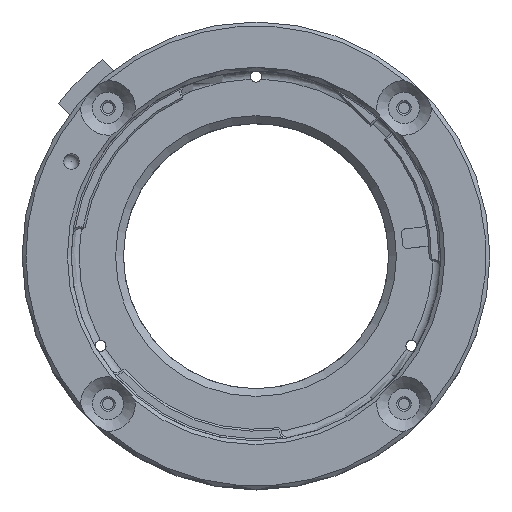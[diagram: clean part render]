
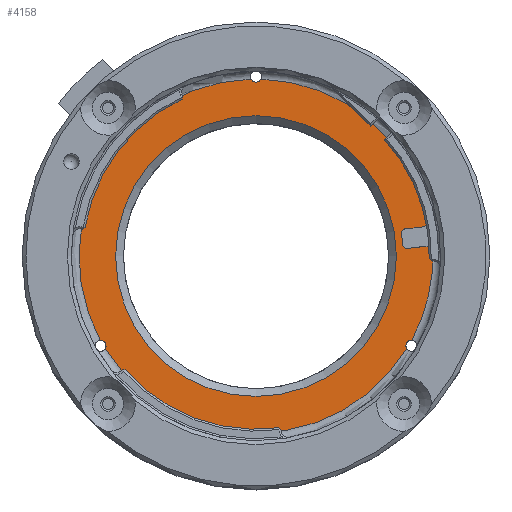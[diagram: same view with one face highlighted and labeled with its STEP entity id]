
A CAD part, top view. The second image highlights one B-rep face of the part: STEP entity #4158.
In plain terms, the highlighted planar face has unit normal (0, 0, 1).
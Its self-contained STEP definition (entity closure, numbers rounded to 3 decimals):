
#493=LINE('',#8172,#747);
#497=LINE('',#8181,#751);
#502=LINE('',#8192,#756);
#747=VECTOR('',#6669,1000.);
#751=VECTOR('',#6675,1000.);
#756=VECTOR('',#6682,1000.);
#1890=ORIENTED_EDGE('',*,*,#2496,.T.);
#1891=ORIENTED_EDGE('',*,*,#2428,.T.);
#1892=ORIENTED_EDGE('',*,*,#2433,.T.);
#1893=ORIENTED_EDGE('',*,*,#2447,.T.);
#1894=ORIENTED_EDGE('',*,*,#2491,.F.);
#1895=ORIENTED_EDGE('',*,*,#2484,.T.);
#1896=ORIENTED_EDGE('',*,*,#2493,.T.);
#1897=ORIENTED_EDGE('',*,*,#2479,.T.);
#1898=ORIENTED_EDGE('',*,*,#2492,.F.);
#1899=ORIENTED_EDGE('',*,*,#2475,.F.);
#1900=ORIENTED_EDGE('',*,*,#2490,.F.);
#1901=ORIENTED_EDGE('',*,*,#2449,.T.);
#1902=ORIENTED_EDGE('',*,*,#2497,.T.);
#1903=ORIENTED_EDGE('',*,*,#2438,.T.);
#1904=ORIENTED_EDGE('',*,*,#2442,.T.);
#2428=EDGE_CURVE('',#2828,#2827,#3082,.T.);
#2433=EDGE_CURVE('',#2827,#2832,#3085,.F.);
#2438=EDGE_CURVE('',#2836,#2835,#3089,.T.);
#2442=EDGE_CURVE('',#2835,#2828,#3092,.F.);
#2447=EDGE_CURVE('',#2832,#2840,#3096,.T.);
#2449=EDGE_CURVE('',#2843,#2841,#3097,.T.);
#2475=EDGE_CURVE('',#2866,#2867,#493,.F.);
#2479=EDGE_CURVE('',#2871,#2870,#497,.F.);
#2484=EDGE_CURVE('',#2876,#2875,#502,.F.);
#2490=EDGE_CURVE('',#2843,#2866,#3123,.F.);
#2491=EDGE_CURVE('',#2876,#2840,#3124,.F.);
#2492=EDGE_CURVE('',#2867,#2870,#3125,.T.);
#2493=EDGE_CURVE('',#2875,#2871,#3126,.F.);
#2496=EDGE_CURVE('',#2879,#2879,#3129,.F.);
#2497=EDGE_CURVE('',#2841,#2836,#3130,.F.);
#2827=VERTEX_POINT('',#8019);
#2828=VERTEX_POINT('',#8021);
#2832=VERTEX_POINT('',#8045);
#2835=VERTEX_POINT('',#8062);
#2836=VERTEX_POINT('',#8064);
#2840=VERTEX_POINT('',#8091);
#2841=VERTEX_POINT('',#8102);
#2843=VERTEX_POINT('',#8105);
#2866=VERTEX_POINT('',#8171);
#2867=VERTEX_POINT('',#8173);
#2870=VERTEX_POINT('',#8180);
#2871=VERTEX_POINT('',#8182);
#2875=VERTEX_POINT('',#8191);
#2876=VERTEX_POINT('',#8193);
#2879=VERTEX_POINT('',#8219);
#3082=CIRCLE('',#5365,22.7);
#3085=CIRCLE('',#5370,0.7);
#3089=CIRCLE('',#5376,22.7);
#3092=CIRCLE('',#5381,0.7);
#3096=CIRCLE('',#5387,22.7);
#3097=CIRCLE('',#5389,22.7);
#3123=CIRCLE('',#5433,2.);
#3124=CIRCLE('',#5435,2.);
#3125=CIRCLE('',#5437,0.5);
#3126=CIRCLE('',#5439,0.5);
#3129=CIRCLE('',#5448,18.);
#3130=CIRCLE('',#5449,0.7);
#3449=EDGE_LOOP('',(#1890));
#3450=EDGE_LOOP('',(#1891,#1892,#1893,#1894,#1895,#1896,#1897,#1898,#1899,
#1900,#1901,#1902,#1903,#1904));
#3777=FACE_BOUND('',#3449,.T.);
#3778=FACE_BOUND('',#3450,.T.);
#3909=PLANE('',#5447);
#4158=ADVANCED_FACE('',(#3777,#3778),#3909,.T.);
#5365=AXIS2_PLACEMENT_3D('',#8020,#6546,#6547);
#5370=AXIS2_PLACEMENT_3D('',#8046,#6556,#6557);
#5376=AXIS2_PLACEMENT_3D('',#8063,#6568,#6569);
#5381=AXIS2_PLACEMENT_3D('',#8079,#6578,#6579);
#5387=AXIS2_PLACEMENT_3D('',#8092,#6590,#6591);
#5389=AXIS2_PLACEMENT_3D('',#8104,#6594,#6595);
#5433=AXIS2_PLACEMENT_3D('',#8201,#6696,#6697);
#5435=AXIS2_PLACEMENT_3D('',#8203,#6700,#6701);
#5437=AXIS2_PLACEMENT_3D('',#8205,#6704,#6705);
#5439=AXIS2_PLACEMENT_3D('',#8207,#6708,#6709);
#5447=AXIS2_PLACEMENT_3D('',#8217,#6724,#6725);
#5448=AXIS2_PLACEMENT_3D('',#8218,#6726,#6727);
#5449=AXIS2_PLACEMENT_3D('',#8220,#6728,#6729);
#6546=DIRECTION('',(0.,0.,1.));
#6547=DIRECTION('',(-1.,0.,0.));
#6556=DIRECTION('',(0.,0.,1.));
#6557=DIRECTION('',(-0.5,-0.866,0.));
#6568=DIRECTION('',(0.,0.,1.));
#6569=DIRECTION('',(-1.,0.,0.));
#6578=DIRECTION('',(0.,0.,1.));
#6579=DIRECTION('',(-0.5,0.866,0.));
#6590=DIRECTION('',(0.,0.,1.));
#6591=DIRECTION('',(-1.,0.,0.));
#6594=DIRECTION('',(0.,0.,1.));
#6595=DIRECTION('',(-1.,0.,0.));
#6669=DIRECTION('',(0.993,0.115,0.));
#6675=DIRECTION('',(0.115,-0.993,0.));
#6682=DIRECTION('',(0.993,0.115,0.));
#6696=DIRECTION('',(0.,0.,1.));
#6697=DIRECTION('',(-1.,0.,0.));
#6700=DIRECTION('',(0.,0.,1.));
#6701=DIRECTION('',(-1.,0.,0.));
#6704=DIRECTION('',(0.,0.,1.));
#6705=DIRECTION('',(-1.,0.,0.));
#6708=DIRECTION('',(0.,0.,1.));
#6709=DIRECTION('',(-1.,0.,0.));
#6724=DIRECTION('',(0.,0.,1.));
#6725=DIRECTION('',(-1.,0.,0.));
#6726=DIRECTION('',(0.,0.,1.));
#6727=DIRECTION('',(-1.,0.,0.));
#6728=DIRECTION('',(0.,0.,1.));
#6729=DIRECTION('',(1.,0.,0.));
#8019=CARTESIAN_POINT('',(19.34,-11.885,4.));
#8020=CARTESIAN_POINT('',(0.,0.,4.));
#8021=CARTESIAN_POINT('',(-19.342,-11.882,4.));
#8045=CARTESIAN_POINT('',(19.961,-10.81,4.));
#8046=CARTESIAN_POINT('',(19.931,-11.509,4.));
#8062=CARTESIAN_POINT('',(-19.963,-10.807,4.));
#8063=CARTESIAN_POINT('',(0.,0.,4.));
#8064=CARTESIAN_POINT('',(-0.619,22.692,4.));
#8079=CARTESIAN_POINT('',(-19.933,-11.506,4.));
#8091=CARTESIAN_POINT('',(22.679,0.968,4.));
#8092=CARTESIAN_POINT('',(0.,0.,4.));
#8102=CARTESIAN_POINT('',(0.622,22.691,4.));
#8104=CARTESIAN_POINT('',(0.,0.,4.));
#8105=CARTESIAN_POINT('',(22.303,4.225,4.));
#8171=CARTESIAN_POINT('',(21.17,3.702,4.));
#8172=CARTESIAN_POINT('',(-0.143,1.242,4.));
#8173=CARTESIAN_POINT('',(19.094,3.462,4.));
#8180=CARTESIAN_POINT('',(18.655,2.908,4.));
#8181=CARTESIAN_POINT('',(18.598,3.405,4.));
#8182=CARTESIAN_POINT('',(18.827,1.418,4.));
#8191=CARTESIAN_POINT('',(19.381,0.979,4.));
#8192=CARTESIAN_POINT('',(18.884,0.922,4.));
#8193=CARTESIAN_POINT('',(21.457,1.219,4.));
#8201=CARTESIAN_POINT('',(20.941,5.689,4.));
#8203=CARTESIAN_POINT('',(21.686,-0.768,4.));
#8205=CARTESIAN_POINT('',(19.152,2.966,4.));
#8207=CARTESIAN_POINT('',(19.324,1.476,4.));
#8217=CARTESIAN_POINT('',(0.,0.,4.));
#8218=CARTESIAN_POINT('',(0.,0.,4.));
#8219=CARTESIAN_POINT('',(-18.,0.,4.));
#8220=CARTESIAN_POINT('',(0.002,23.016,4.));
